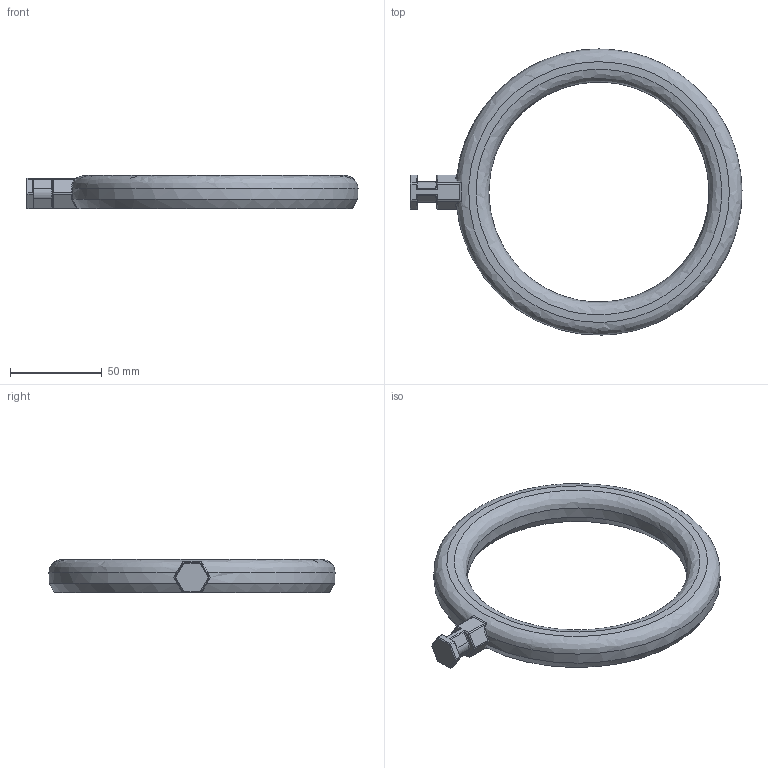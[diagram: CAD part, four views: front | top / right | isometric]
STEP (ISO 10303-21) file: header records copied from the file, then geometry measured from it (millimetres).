
FILE_DESCRIPTION(/* description */ (''),/* implementation_level */ '2;1');
FILE_NAME(/* name */ 'Ultralight Camera Holster v1.step',/* time_stamp */ '2024-05-04T15:49:25-07:00',/* author */ (''),/* organization */ (''),/* preprocessor_version */ 'ST-DEVELOPER v20',/* originating_system */ 'Autodesk Translation Framework v12.20.1.177',/* authorisation */ '');
FILE_SCHEMA (('AUTOMOTIVE_DESIGN { 1 0 10303 214 3 1 1 }'));
Length unit declared in the file: millimetre
Products named in the file (2): Ultralight Camera Holster; Component1
Assembly tree (1 placements, depth 2):
  Ultralight Camera Holster
    Component1
Bounding box: 180.99 x 155.97 x 18 mm (x, y, z)
Volume: 129918.6 mm3; surface area: 28255.7 mm2
Topology: 1 solids, 1 shells, 91 faces, 212 edges, 123 vertices
Faces by surface type: plane 68, bspline 15, cone 4, cylinder 4
Full cylindrical faces by diameter (mm): 120 x1
Entity records: 3478 total; most frequent: CARTESIAN_POINT 1521, ORIENTED_EDGE 424, DIRECTION 330, EDGE_CURVE 212, LINE 148, VECTOR 148, VERTEX_POINT 123, EDGE_LOOP 93
